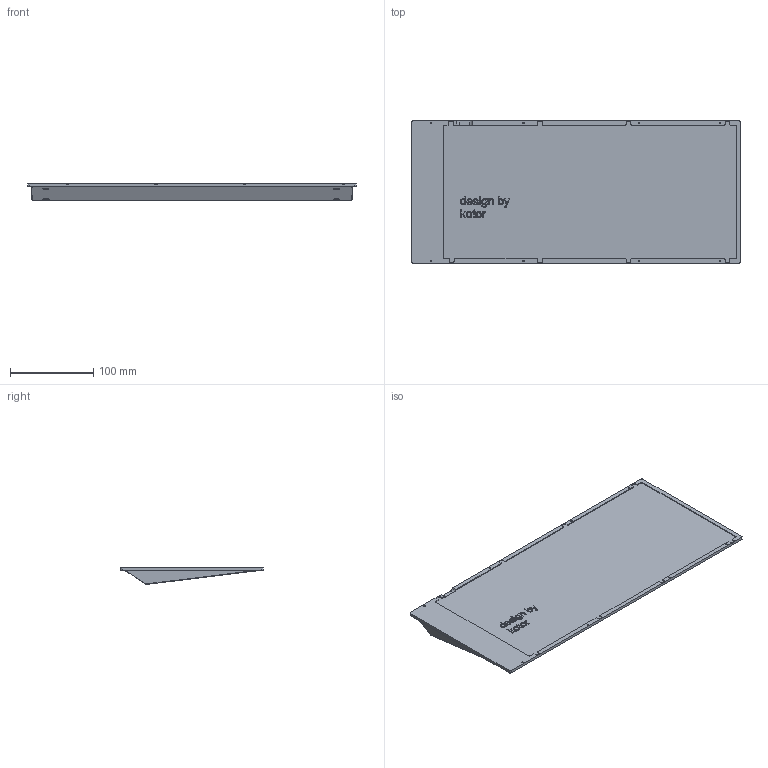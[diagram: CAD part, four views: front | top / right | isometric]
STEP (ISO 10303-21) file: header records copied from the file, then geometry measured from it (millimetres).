
FILE_DESCRIPTION(/* description */ (''),/* implementation_level */ '2;1');
FILE_NAME(/* name */ '底壳.step',/* time_stamp */ '2021-12-08T10:33:12+08:00',/* author */ (''),/* organization */ (''),/* preprocessor_version */ 'ST-DEVELOPER v18.1',/* originating_system */ 'Autodesk Translation Framework v10.10.0.1391',/* authorisation */ '');
FILE_SCHEMA (('AUTOMOTIVE_DESIGN { 1 0 10303 214 3 1 1 }'));
Length unit declared in the file: millimetre
Products named in the file (1): 底壳
Bounding box: 395.88 x 171.43 x 20.25 mm (x, y, z)
Volume: 705879.1 mm3; surface area: 146465.4 mm2
Topology: 1 solids, 1 shells, 477 faces, 1320 edges, 878 vertices
Faces by surface type: plane 243, bspline 176, cylinder 58
Full cylindrical faces by diameter (mm): 1.623 x8, 2.4 x8, 8.5 x4
Entity records: 16829 total; most frequent: CARTESIAN_POINT 5668, ORIENTED_EDGE 2640, DIRECTION 1690, EDGE_CURVE 1320, VERTEX_POINT 878, LINE 850, VECTOR 850, EDGE_LOOP 526
